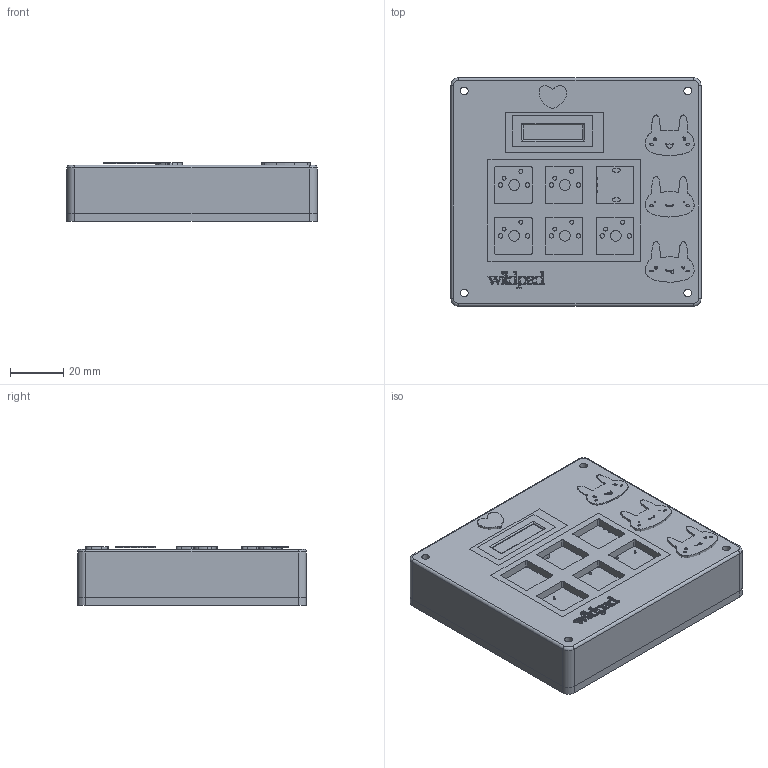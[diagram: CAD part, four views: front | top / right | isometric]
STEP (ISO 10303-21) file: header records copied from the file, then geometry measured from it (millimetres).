
FILE_DESCRIPTION(/* description */ (''),/* implementation_level */ '2;1');
FILE_NAME(/* name */ 'inzhupad.step',/* time_stamp */ '2026-03-01T04:10:28+09:00',/* author */ (''),/* organization */ (''),/* preprocessor_version */ 'ST-DEVELOPER v20.1',/* originating_system */ 'Autodesk Translation Framework v14.24.0.0',/* authorisation */ '');
FILE_SCHEMA (('AUTOMOTIVE_DESIGN { 1 0 10303 214 3 1 1 }'));
Length unit declared in the file: millimetre
Products named in the file (5): 2026-02-19-23-42-29-348; 2026-02-24-00-18-13-058; 2026-02-24-00-18-13-058_1; 2026-02-24-00-18-13-058_2; 2026-02-24-00-18-13-058_3
Assembly tree (9 placements, depth 3):
  2026-02-19-23-42-29-348
    2026-02-24-00-18-13-058
      2026-02-24-00-18-13-058_1
      2026-02-24-00-18-13-058_3  x6
      2026-02-24-00-18-13-058_2
Bounding box: 93.8 x 85.8 x 22 mm (x, y, z)
Volume: 99795.3 mm3; surface area: 58191.3 mm2
Topology: 24 solids, 24 shells, 931 faces, 2519 edges, 1658 vertices
Faces by surface type: bspline 459, plane 289, cylinder 155, torus 28
Full cylindrical faces by diameter (mm): 0.5 x18, 0.8 x12, 0.889 x14, 1 x5, 1.02 x4, 1.1 x1, 1.5 x10, 1.7 x10, 2 x12, 2.02 x6, 2.9 x8, 4 x5
Entity records: 29432 total; most frequent: CARTESIAN_POINT 10839, ORIENTED_EDGE 4758, DIRECTION 2533, EDGE_CURVE 2379, VERTEX_POINT 1568, LINE 1201, VECTOR 1201, EDGE_LOOP 1091
